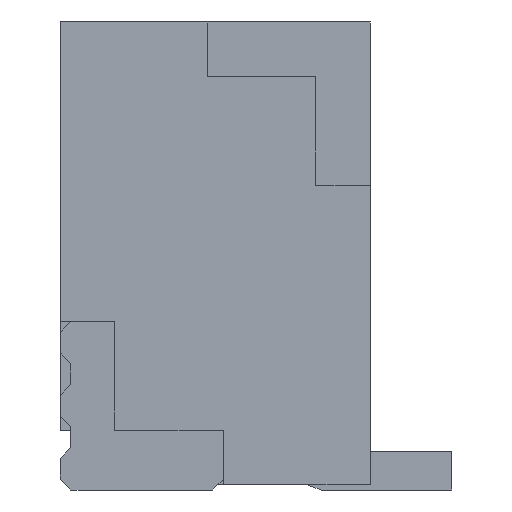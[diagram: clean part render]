
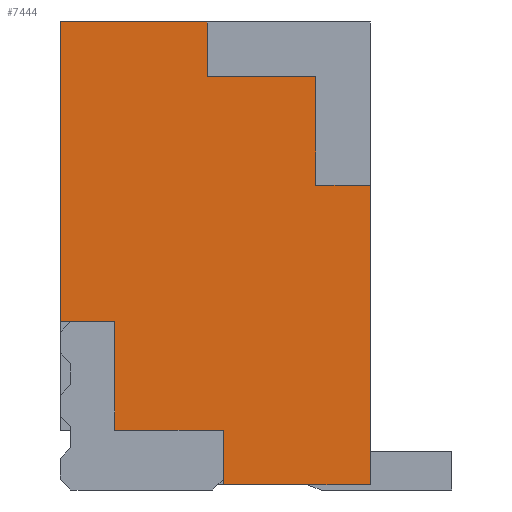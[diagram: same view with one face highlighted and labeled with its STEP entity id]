
A CAD part, left-side view. The second image highlights one B-rep face of the part: STEP entity #7444.
In plain terms, the highlighted planar face has unit normal (-1, 0, 0).
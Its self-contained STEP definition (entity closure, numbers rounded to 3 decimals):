
#255=FACE_OUTER_BOUND('',#650,.T.);
#650=EDGE_LOOP('',(#5768,#5769,#5770,#5771,#5772,#5773,#5774,#5775,#5776,
#5777,#5778,#5779));
#1297=LINE('',#10734,#2322);
#1327=LINE('',#10794,#2352);
#1379=LINE('',#10900,#2404);
#1386=LINE('',#10913,#2411);
#1389=LINE('',#10918,#2414);
#1391=LINE('',#10922,#2416);
#1394=LINE('',#10930,#2419);
#1398=LINE('',#10938,#2423);
#1401=LINE('',#10944,#2426);
#1404=LINE('',#10949,#2429);
#1460=LINE('',#11060,#2485);
#1461=LINE('',#11062,#2486);
#2322=VECTOR('',#8808,2.75);
#2352=VECTOR('',#8854,1.35);
#2404=VECTOR('',#8938,0.5);
#2411=VECTOR('',#8951,0.5);
#2414=VECTOR('',#8956,1.);
#2416=VECTOR('',#8962,1.);
#2419=VECTOR('',#8969,0.5);
#2423=VECTOR('',#8975,1.);
#2426=VECTOR('',#8980,1.);
#2429=VECTOR('',#8985,0.5);
#2485=VECTOR('',#9045,1.35);
#2486=VECTOR('',#9048,2.75);
#3194=VERTEX_POINT('',#10731);
#3195=VERTEX_POINT('',#10733);
#3212=VERTEX_POINT('',#10782);
#3254=VERTEX_POINT('',#10897);
#3255=VERTEX_POINT('',#10899);
#3258=VERTEX_POINT('',#10911);
#3259=VERTEX_POINT('',#10916);
#3261=VERTEX_POINT('',#10928);
#3262=VERTEX_POINT('',#10929);
#3265=VERTEX_POINT('',#10937);
#3267=VERTEX_POINT('',#10943);
#3321=VERTEX_POINT('',#11058);
#4031=EDGE_CURVE('',#3195,#3194,#1297,.T.);
#4061=EDGE_CURVE('',#3212,#3195,#1327,.T.);
#4113=EDGE_CURVE('',#3255,#3254,#1379,.T.);
#4120=EDGE_CURVE('',#3194,#3258,#1386,.T.);
#4123=EDGE_CURVE('',#3258,#3259,#1389,.T.);
#4125=EDGE_CURVE('',#3259,#3255,#1391,.T.);
#4128=EDGE_CURVE('',#3261,#3262,#1394,.T.);
#4132=EDGE_CURVE('',#3262,#3265,#1398,.T.);
#4135=EDGE_CURVE('',#3265,#3267,#1401,.T.);
#4138=EDGE_CURVE('',#3267,#3212,#1404,.T.);
#4194=EDGE_CURVE('',#3254,#3321,#1460,.T.);
#4195=EDGE_CURVE('',#3321,#3261,#1461,.T.);
#5768=ORIENTED_EDGE('',*,*,#4120,.T.);
#5769=ORIENTED_EDGE('',*,*,#4123,.T.);
#5770=ORIENTED_EDGE('',*,*,#4125,.T.);
#5771=ORIENTED_EDGE('',*,*,#4113,.T.);
#5772=ORIENTED_EDGE('',*,*,#4194,.T.);
#5773=ORIENTED_EDGE('',*,*,#4195,.T.);
#5774=ORIENTED_EDGE('',*,*,#4128,.T.);
#5775=ORIENTED_EDGE('',*,*,#4132,.T.);
#5776=ORIENTED_EDGE('',*,*,#4135,.T.);
#5777=ORIENTED_EDGE('',*,*,#4138,.T.);
#5778=ORIENTED_EDGE('',*,*,#4061,.T.);
#5779=ORIENTED_EDGE('',*,*,#4031,.T.);
#6851=PLANE('',#7825);
#7444=ADVANCED_FACE('',(#255),#6851,.T.);
#7825=AXIS2_PLACEMENT_3D('',#11061,#9046,#9047);
#8808=DIRECTION('',(0.,0.,-1.));
#8854=DIRECTION('',(0.,1.,0.));
#8938=DIRECTION('',(0.,0.,-1.));
#8951=DIRECTION('',(0.,-1.,0.));
#8956=DIRECTION('',(0.,0.,-1.));
#8962=DIRECTION('',(0.,-1.,0.));
#8969=DIRECTION('',(0.,1.,0.));
#8975=DIRECTION('',(0.,0.,1.));
#8980=DIRECTION('',(0.,1.,0.));
#8985=DIRECTION('',(0.,0.,1.));
#9045=DIRECTION('',(0.,-1.,0.));
#9046=DIRECTION('center_axis',(-1.,0.,0.));
#9047=DIRECTION('ref_axis',(0.,0.,1.));
#9048=DIRECTION('',(0.,0.,1.));
#10731=CARTESIAN_POINT('',(-7.,2.9,1.5));
#10733=CARTESIAN_POINT('',(-7.,2.9,4.25));
#10734=CARTESIAN_POINT('',(-7.,2.9,4.25));
#10782=CARTESIAN_POINT('',(-7.,1.55,4.25));
#10794=CARTESIAN_POINT('',(-7.,0.05,4.25));
#10897=CARTESIAN_POINT('',(-7.,1.4,0.));
#10899=CARTESIAN_POINT('',(-7.,1.4,0.5));
#10900=CARTESIAN_POINT('',(-7.,1.4,0.986));
#10911=CARTESIAN_POINT('',(-7.,2.4,1.5));
#10913=CARTESIAN_POINT('',(-7.,1.931,1.5));
#10916=CARTESIAN_POINT('',(-7.,2.4,0.5));
#10918=CARTESIAN_POINT('',(-7.,2.4,1.236));
#10922=CARTESIAN_POINT('',(-7.,1.431,0.5));
#10928=CARTESIAN_POINT('',(-7.,0.05,2.75));
#10929=CARTESIAN_POINT('',(-7.,0.55,2.75));
#10930=CARTESIAN_POINT('',(-7.,1.006,2.75));
#10937=CARTESIAN_POINT('',(-7.,0.55,3.75));
#10938=CARTESIAN_POINT('',(-7.,0.55,2.861));
#10943=CARTESIAN_POINT('',(-7.,1.55,3.75));
#10944=CARTESIAN_POINT('',(-7.,1.506,3.75));
#10949=CARTESIAN_POINT('',(-7.,1.55,3.111));
#11058=CARTESIAN_POINT('',(-7.,0.05,0.));
#11060=CARTESIAN_POINT('',(-7.,2.4,0.));
#11061=CARTESIAN_POINT('Origin',(-7.,1.463,1.972));
#11062=CARTESIAN_POINT('',(-7.,0.05,0.));
